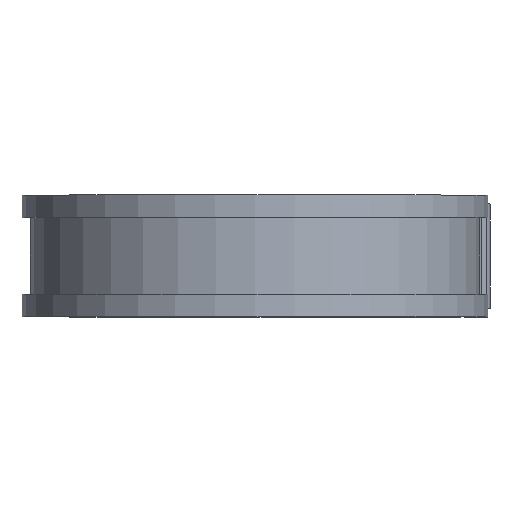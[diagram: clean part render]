
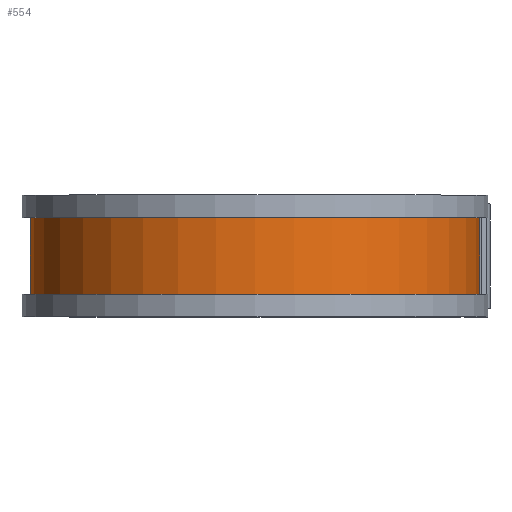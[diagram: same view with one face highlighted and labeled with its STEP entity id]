
A CAD part, top view. The second image highlights one B-rep face of the part: STEP entity #554.
In plain terms, the highlighted cylindrical face has radius 40.843 mm (diameter 81.686 mm), a partial arc.
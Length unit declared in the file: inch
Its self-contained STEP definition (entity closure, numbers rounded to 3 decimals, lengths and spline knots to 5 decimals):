
#10 = FACE_OUTER_BOUND ( 'NONE', #359, .T. ) ;
#14 = EDGE_CURVE ( 'NONE', #1758, #684, #1175, .T. ) ;
#38 = AXIS2_PLACEMENT_3D ( 'NONE', #1023, #246, #1147 ) ;
#68 = DIRECTION ( 'NONE',  ( 0., -1., 0. ) ) ;
#128 = AXIS2_PLACEMENT_3D ( 'NONE', #368, #199, #618 ) ;
#172 = CARTESIAN_POINT ( 'NONE',  ( 0., 0.275, 0. ) ) ;
#182 = EDGE_CURVE ( 'NONE', #851, #684, #1414, .T. ) ;
#199 = DIRECTION ( 'NONE',  ( 0., -1., 0. ) ) ;
#246 = DIRECTION ( 'NONE',  ( 0., -1., 0. ) ) ;
#309 = DIRECTION ( 'NONE',  ( 0., 0., -1. ) ) ;
#311 = DIRECTION ( 'NONE',  ( 0., -1., 0. ) ) ;
#328 = CARTESIAN_POINT ( 'NONE',  ( 1.608, 0.275, 0. ) ) ;
#359 = EDGE_LOOP ( 'NONE', ( #1478, #640, #1623, #1127 ) ) ;
#368 = CARTESIAN_POINT ( 'NONE',  ( 0., 0.375, 0. ) ) ;
#448 = CARTESIAN_POINT ( 'NONE',  ( 0., 0.375, -1.608 ) ) ;
#554 = ADVANCED_FACE ( 'NONE', ( #10 ), #1759, .T. ) ;
#588 = CIRCLE ( 'NONE', #1094, 1.608 ) ;
#618 = DIRECTION ( 'NONE',  ( 0., 0., -1. ) ) ;
#640 = ORIENTED_EDGE ( 'NONE', *, *, #1002, .T. ) ;
#684 = VERTEX_POINT ( 'NONE', #758 ) ;
#758 = CARTESIAN_POINT ( 'NONE',  ( 0., -0.275, -1.608 ) ) ;
#812 = LINE ( 'NONE', #1417, #1743 ) ;
#851 = VERTEX_POINT ( 'NONE', #1754 ) ;
#943 = EDGE_CURVE ( 'NONE', #1377, #1758, #812, .T. ) ;
#1002 = EDGE_CURVE ( 'NONE', #1377, #851, #588, .T. ) ;
#1023 = CARTESIAN_POINT ( 'NONE',  ( 0., -0.275, 0. ) ) ;
#1076 = DIRECTION ( 'NONE',  ( 0., -1., 0. ) ) ;
#1094 = AXIS2_PLACEMENT_3D ( 'NONE', #172, #1076, #309 ) ;
#1127 = ORIENTED_EDGE ( 'NONE', *, *, #14, .F. ) ;
#1147 = DIRECTION ( 'NONE',  ( 0., 0., -1. ) ) ;
#1175 = CIRCLE ( 'NONE', #38, 1.608 ) ;
#1377 = VERTEX_POINT ( 'NONE', #328 ) ;
#1414 = LINE ( 'NONE', #448, #1507 ) ;
#1417 = CARTESIAN_POINT ( 'NONE',  ( 1.608, 0.375, 0. ) ) ;
#1478 = ORIENTED_EDGE ( 'NONE', *, *, #943, .F. ) ;
#1507 = VECTOR ( 'NONE', #311, 39.37008 ) ;
#1623 = ORIENTED_EDGE ( 'NONE', *, *, #182, .T. ) ;
#1687 = CARTESIAN_POINT ( 'NONE',  ( 1.608, -0.275, 0. ) ) ;
#1743 = VECTOR ( 'NONE', #68, 39.37008 ) ;
#1754 = CARTESIAN_POINT ( 'NONE',  ( 0., 0.275, -1.608 ) ) ;
#1758 = VERTEX_POINT ( 'NONE', #1687 ) ;
#1759 = CYLINDRICAL_SURFACE ( 'NONE', #128, 1.608 ) ;
